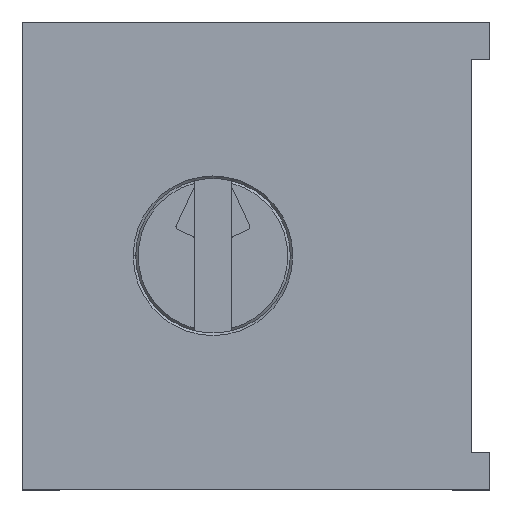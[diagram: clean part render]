
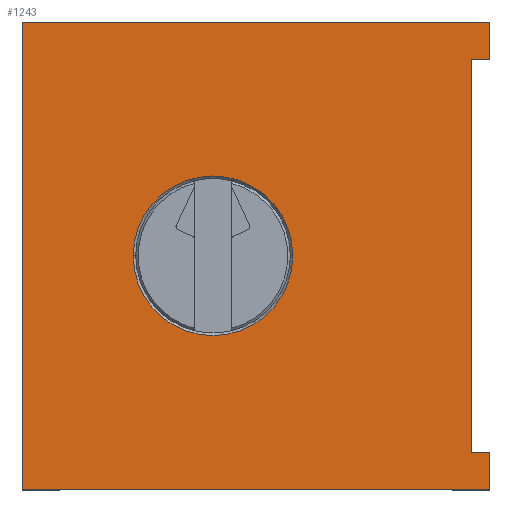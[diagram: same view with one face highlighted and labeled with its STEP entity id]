
A CAD part, top view. The second image highlights one B-rep face of the part: STEP entity #1243.
In plain terms, the highlighted planar face has unit normal (0, 0, 1).
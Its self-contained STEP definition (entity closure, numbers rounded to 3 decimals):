
#1112 = EDGE_CURVE('',#1113,#1115,#1117,.T.);
#1113 = VERTEX_POINT('',#1114);
#1114 = CARTESIAN_POINT('',(0.148,2.55,4.826));
#1115 = VERTEX_POINT('',#1116);
#1116 = CARTESIAN_POINT('',(3.399,2.55,4.826));
#1117 = CIRCLE('',#1118,1.626);
#1118 = AXIS2_PLACEMENT_3D('',#1119,#1120,#1121);
#1119 = CARTESIAN_POINT('',(1.774,2.55,4.826));
#1120 = DIRECTION('',(0.,0.,-1.));
#1121 = DIRECTION('',(-1.,0.,0.));
#1155 = EDGE_CURVE('',#1115,#1113,#1156,.T.);
#1156 = CIRCLE('',#1157,1.626);
#1157 = AXIS2_PLACEMENT_3D('',#1158,#1159,#1160);
#1158 = CARTESIAN_POINT('',(1.774,2.55,4.826));
#1159 = DIRECTION('',(0.,0.,-1.));
#1160 = DIRECTION('',(-1.,0.,0.));
#1243 = ADVANCED_FACE('',(#1244,#1248),#1314,.F.);
#1244 = FACE_BOUND('',#1245,.T.);
#1245 = EDGE_LOOP('',(#1246,#1247));
#1246 = ORIENTED_EDGE('',*,*,#1155,.T.);
#1247 = ORIENTED_EDGE('',*,*,#1112,.T.);
#1248 = FACE_BOUND('',#1249,.T.);
#1249 = EDGE_LOOP('',(#1250,#1260,#1268,#1276,#1284,#1292,#1300,#1308));
#1250 = ORIENTED_EDGE('',*,*,#1251,.T.);
#1251 = EDGE_CURVE('',#1252,#1254,#1256,.T.);
#1252 = VERTEX_POINT('',#1253);
#1253 = CARTESIAN_POINT('',(7.413,-2.213,4.826));
#1254 = VERTEX_POINT('',#1255);
#1255 = CARTESIAN_POINT('',(7.413,-1.451,4.826));
#1256 = LINE('',#1257,#1258);
#1257 = CARTESIAN_POINT('',(7.413,-2.213,4.826));
#1258 = VECTOR('',#1259,1.);
#1259 = DIRECTION('',(0.,1.,0.));
#1260 = ORIENTED_EDGE('',*,*,#1261,.F.);
#1261 = EDGE_CURVE('',#1262,#1254,#1264,.T.);
#1262 = VERTEX_POINT('',#1263);
#1263 = CARTESIAN_POINT('',(7.032,-1.451,4.826));
#1264 = LINE('',#1265,#1266);
#1265 = CARTESIAN_POINT('',(7.413,-1.451,4.826));
#1266 = VECTOR('',#1267,1.);
#1267 = DIRECTION('',(1.,0.,0.));
#1268 = ORIENTED_EDGE('',*,*,#1269,.F.);
#1269 = EDGE_CURVE('',#1270,#1262,#1272,.T.);
#1270 = VERTEX_POINT('',#1271);
#1271 = CARTESIAN_POINT('',(7.032,6.551,4.826));
#1272 = LINE('',#1273,#1274);
#1273 = CARTESIAN_POINT('',(7.032,-1.451,4.826));
#1274 = VECTOR('',#1275,1.);
#1275 = DIRECTION('',(0.,-1.,0.));
#1276 = ORIENTED_EDGE('',*,*,#1277,.F.);
#1277 = EDGE_CURVE('',#1278,#1270,#1280,.T.);
#1278 = VERTEX_POINT('',#1279);
#1279 = CARTESIAN_POINT('',(7.413,6.551,4.826));
#1280 = LINE('',#1281,#1282);
#1281 = CARTESIAN_POINT('',(7.413,6.551,4.826));
#1282 = VECTOR('',#1283,1.);
#1283 = DIRECTION('',(-1.,0.,0.));
#1284 = ORIENTED_EDGE('',*,*,#1285,.T.);
#1285 = EDGE_CURVE('',#1278,#1286,#1288,.T.);
#1286 = VERTEX_POINT('',#1287);
#1287 = CARTESIAN_POINT('',(7.413,7.313,4.826));
#1288 = LINE('',#1289,#1290);
#1289 = CARTESIAN_POINT('',(7.413,-2.213,4.826));
#1290 = VECTOR('',#1291,1.);
#1291 = DIRECTION('',(0.,1.,0.));
#1292 = ORIENTED_EDGE('',*,*,#1293,.T.);
#1293 = EDGE_CURVE('',#1286,#1294,#1296,.T.);
#1294 = VERTEX_POINT('',#1295);
#1295 = CARTESIAN_POINT('',(-2.113,7.313,4.826));
#1296 = LINE('',#1297,#1298);
#1297 = CARTESIAN_POINT('',(7.413,7.313,4.826));
#1298 = VECTOR('',#1299,1.);
#1299 = DIRECTION('',(-1.,0.,0.));
#1300 = ORIENTED_EDGE('',*,*,#1301,.T.);
#1301 = EDGE_CURVE('',#1294,#1302,#1304,.T.);
#1302 = VERTEX_POINT('',#1303);
#1303 = CARTESIAN_POINT('',(-2.113,-2.213,4.826));
#1304 = LINE('',#1305,#1306);
#1305 = CARTESIAN_POINT('',(-2.113,-2.213,4.826));
#1306 = VECTOR('',#1307,1.);
#1307 = DIRECTION('',(0.,-1.,0.));
#1308 = ORIENTED_EDGE('',*,*,#1309,.T.);
#1309 = EDGE_CURVE('',#1302,#1252,#1310,.T.);
#1310 = LINE('',#1311,#1312);
#1311 = CARTESIAN_POINT('',(7.413,-2.213,4.826));
#1312 = VECTOR('',#1313,1.);
#1313 = DIRECTION('',(1.,0.,0.));
#1314 = PLANE('',#1315);
#1315 = AXIS2_PLACEMENT_3D('',#1316,#1317,#1318);
#1316 = CARTESIAN_POINT('',(2.65,2.55,4.826));
#1317 = DIRECTION('',(0.,0.,-1.));
#1318 = DIRECTION('',(-1.,0.,0.));
